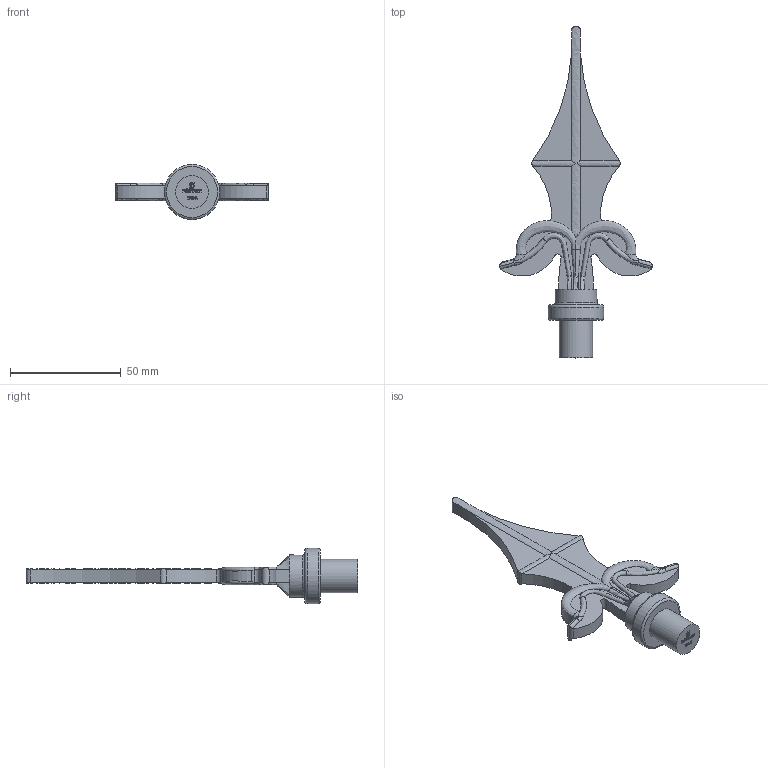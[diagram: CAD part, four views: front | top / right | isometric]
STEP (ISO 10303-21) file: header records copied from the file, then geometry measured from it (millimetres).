
FILE_DESCRIPTION (( 'STEP AP203' ), '1' );
FILE_NAME ('124-2.STEP', '2023-07-14T08:33:03', ( '' ), ( '' ), 'SwSTEP 2.0', 'SolidWorks 2018', '' );
FILE_SCHEMA (( 'CONFIG_CONTROL_DESIGN' ));
Length unit declared in the file: millimetre
Products named in the file (1): 124-2
Bounding box: 69 x 150 x 25 mm (x, y, z)
Volume: 26258.7 mm3; surface area: 11147.8 mm2
Topology: 1 solids, 1 shells, 341 faces, 913 edges, 588 vertices
Faces by surface type: plane 160, bspline 154, cylinder 24, torus 3
Full cylindrical faces by diameter (mm): 15 x1, 19 x1, 25 x1
Entity records: 20144 total; most frequent: CARTESIAN_POINT 12749, ORIENTED_EDGE 1798, DIRECTION 1001, EDGE_CURVE 899, VERTEX_POINT 586, VECTOR 529, LINE 529, EDGE_LOOP 367
